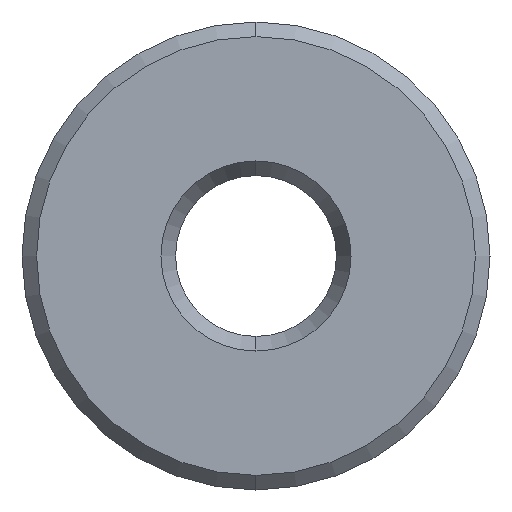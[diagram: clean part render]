
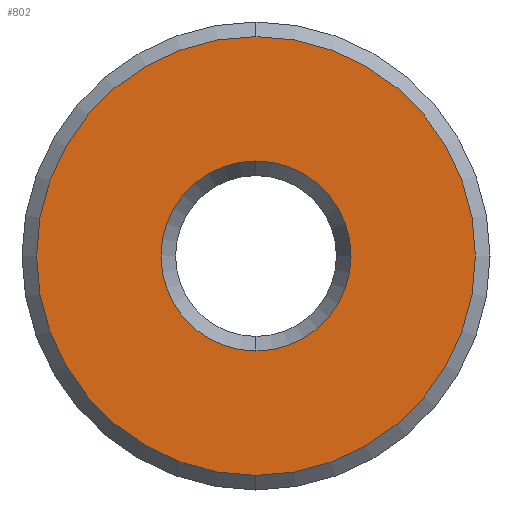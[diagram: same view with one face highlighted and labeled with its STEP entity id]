
A CAD part, left-side view. The second image highlights one B-rep face of the part: STEP entity #802.
In plain terms, the highlighted planar face has unit normal (-1, 0, 0).
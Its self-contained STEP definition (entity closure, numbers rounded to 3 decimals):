
#41 = DIRECTION ( 'NONE',  ( -1., 0., 0. ) ) ;
#51 = DIRECTION ( 'NONE',  ( 0., 0., 1. ) ) ;
#55 = FACE_OUTER_BOUND ( 'NONE', #581, .T. ) ;
#60 = ORIENTED_EDGE ( 'NONE', *, *, #740, .F. ) ;
#62 = VERTEX_POINT ( 'NONE', #97 ) ;
#72 = EDGE_CURVE ( 'NONE', #324, #62, #321, .T. ) ;
#93 = EDGE_LOOP ( 'NONE', ( #60, #720 ) ) ;
#97 = CARTESIAN_POINT ( 'NONE',  ( -160., 0., 15. ) ) ;
#117 = DIRECTION ( 'NONE',  ( -1., 0., 0. ) ) ;
#119 = AXIS2_PLACEMENT_3D ( 'NONE', #522, #117, #51 ) ;
#147 = CARTESIAN_POINT ( 'NONE',  ( -160., 0., 6.5 ) ) ;
#169 = CARTESIAN_POINT ( 'NONE',  ( -160., 0., 0. ) ) ;
#175 = DIRECTION ( 'NONE',  ( 0., 0., 1. ) ) ;
#177 = EDGE_CURVE ( 'NONE', #62, #324, #310, .T. ) ;
#189 = EDGE_CURVE ( 'NONE', #287, #443, #458, .T. ) ;
#210 = FACE_BOUND ( 'NONE', #93, .T. ) ;
#253 = DIRECTION ( 'NONE',  ( 0., 0., 1. ) ) ;
#260 = CARTESIAN_POINT ( 'NONE',  ( -160., 0., -15. ) ) ;
#287 = VERTEX_POINT ( 'NONE', #601 ) ;
#310 = CIRCLE ( 'NONE', #119, 15. ) ;
#321 = CIRCLE ( 'NONE', #757, 15. ) ;
#324 = VERTEX_POINT ( 'NONE', #260 ) ;
#339 = AXIS2_PLACEMENT_3D ( 'NONE', #510, #639, #840 ) ;
#378 = PLANE ( 'NONE',  #339 ) ;
#443 = VERTEX_POINT ( 'NONE', #147 ) ;
#451 = DIRECTION ( 'NONE',  ( -1., 0., 0. ) ) ;
#458 = CIRCLE ( 'NONE', #754, 6.5 ) ;
#503 = CARTESIAN_POINT ( 'NONE',  ( -160., 0., 0. ) ) ;
#510 = CARTESIAN_POINT ( 'NONE',  ( -160., 0., -15. ) ) ;
#522 = CARTESIAN_POINT ( 'NONE',  ( -160., 0., 0. ) ) ;
#576 = DIRECTION ( 'NONE',  ( -1., 0., 0. ) ) ;
#581 = EDGE_LOOP ( 'NONE', ( #640, #855 ) ) ;
#601 = CARTESIAN_POINT ( 'NONE',  ( -160., 0., -6.5 ) ) ;
#636 = DIRECTION ( 'NONE',  ( 0., 0., 1. ) ) ;
#639 = DIRECTION ( 'NONE',  ( 1., 0., 0. ) ) ;
#640 = ORIENTED_EDGE ( 'NONE', *, *, #72, .T. ) ;
#676 = CIRCLE ( 'NONE', #790, 6.5 ) ;
#720 = ORIENTED_EDGE ( 'NONE', *, *, #189, .F. ) ;
#740 = EDGE_CURVE ( 'NONE', #443, #287, #676, .T. ) ;
#754 = AXIS2_PLACEMENT_3D ( 'NONE', #860, #41, #253 ) ;
#757 = AXIS2_PLACEMENT_3D ( 'NONE', #169, #576, #636 ) ;
#790 = AXIS2_PLACEMENT_3D ( 'NONE', #503, #451, #175 ) ;
#802 = ADVANCED_FACE ( 'NONE', ( #210, #55 ), #378, .F. ) ;
#840 = DIRECTION ( 'NONE',  ( 0., 0., -1. ) ) ;
#855 = ORIENTED_EDGE ( 'NONE', *, *, #177, .T. ) ;
#860 = CARTESIAN_POINT ( 'NONE',  ( -160., 0., 0. ) ) ;
